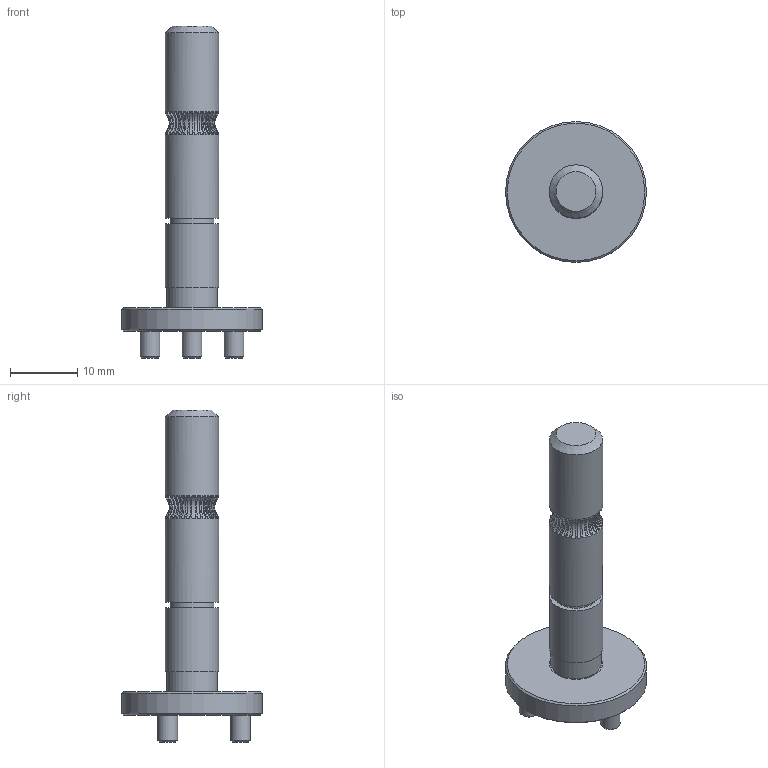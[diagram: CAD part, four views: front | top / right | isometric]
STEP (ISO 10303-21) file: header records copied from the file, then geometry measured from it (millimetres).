
FILE_DESCRIPTION(('FreeCAD Model'),'2;1');
FILE_NAME('hobbed_carrier_shaft.step','2017-01-18T09:08:28',('Author'),(''), 'Open CASCADE STEP processor 6.9','FreeCAD','Unknown');
FILE_SCHEMA(('AUTOMOTIVE_DESIGN_CC2 { 1 2 10303 214 -1 1 5 4 }'));
Length unit declared in the file: millimetre
Products named in the file (2): ASSEMBLY; Chamfer001
Assembly tree (1 placements, depth 2):
  ASSEMBLY
    Chamfer001
Bounding box: 21 x 21 x 49.5 mm (x, y, z)
Volume: 3294.8 mm3; surface area: 2160.9 mm2
Topology: 1 solids, 1 shells, 145 faces, 398 edges, 263 vertices
Faces by surface type: plane 70, cylinder 39, torus 30, cone 6
Full cylindrical faces by diameter (mm): 2.96 x3, 6.56 x1, 7.56 x1, 7.96 x3, 21 x1
Entity records: 25846 total; most frequent: CARTESIAN_POINT 18568, DIRECTION 1193, ORIENTED_EDGE 796, PCURVE 796, DEFINITIONAL_REPRESENTATION 796, LINE 509, VECTOR 509, B_SPLINE_CURVE_WITH_KNOTS 404
